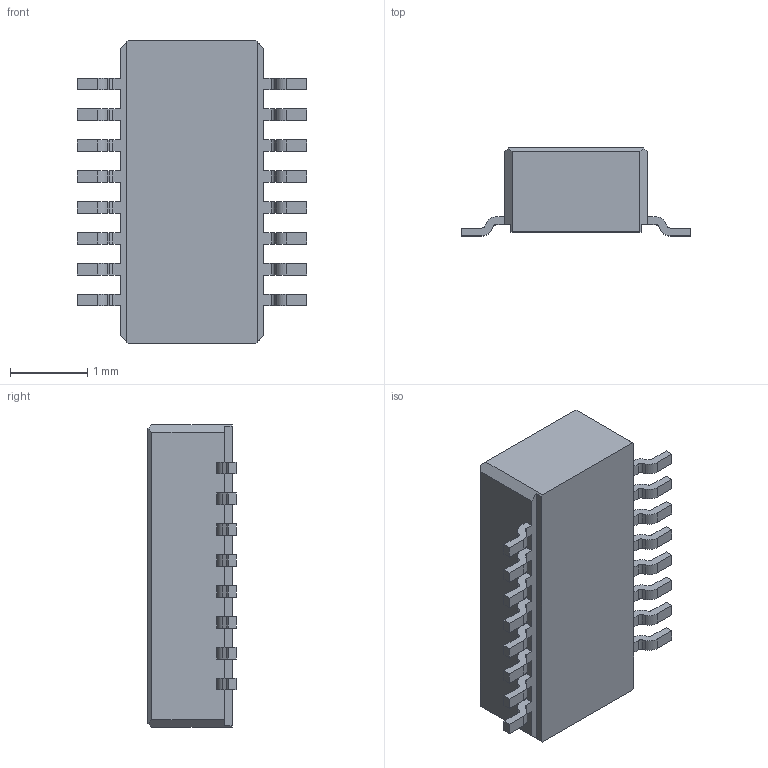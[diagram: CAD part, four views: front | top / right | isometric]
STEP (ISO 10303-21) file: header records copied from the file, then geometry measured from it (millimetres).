
FILE_DESCRIPTION(('CoCreate Modeling STEP Export'),'2;1');
FILE_NAME('DF40C-12DP.stp','2011-11-04T14:05:54',(''),(''),'CoCreate Modeling STEP processor for AP214 (Solid Model)','CoCreate Modeling 17.0 01-Apr-2010 (C) Parametric Technology GmbH','');
FILE_SCHEMA(('AUTOMOTIVE_DESIGN { 1 0 10303 214 1 1 1 1 }'));
Length unit declared in the file: millimetre
Products named in the file (1): DF40C-20DP-0.4V
Bounding box: 2.97 x 1.14 x 3.92 mm (x, y, z)
Volume: 5.2 mm3; surface area: 37.5 mm2
Topology: 1 solids, 1 shells, 233 faces, 686 edges, 456 vertices
Faces by surface type: plane 163, cylinder 70
Entity records: 7886 total; most frequent: CARTESIAN_POINT 1536, ORIENTED_EDGE 1372, DIRECTION 1278, EDGE_CURVE 686, VECTOR 546, LINE 546, VERTEX_POINT 456, AXIS2_PLACEMENT_3D 366
